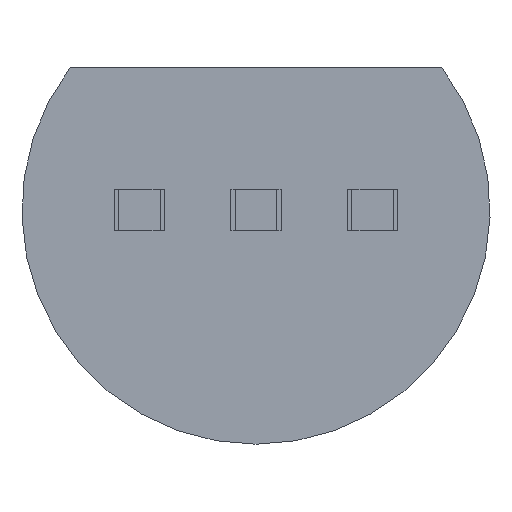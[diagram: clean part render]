
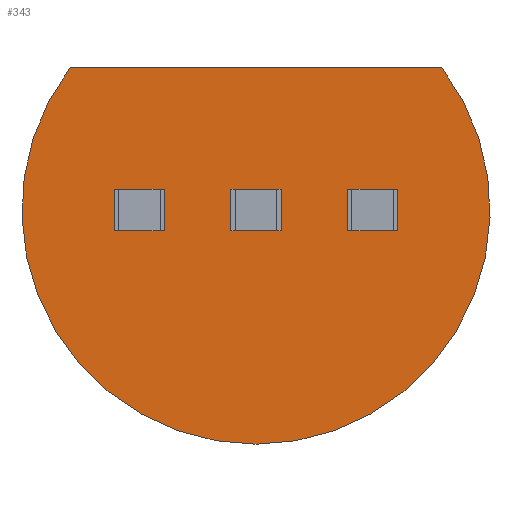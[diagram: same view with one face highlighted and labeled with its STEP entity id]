
A CAD part, front view. The second image highlights one B-rep face of the part: STEP entity #343.
In plain terms, the highlighted planar face has unit normal (0, -1, 0).
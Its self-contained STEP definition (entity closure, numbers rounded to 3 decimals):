
#136 = ORIENTED_EDGE ( 'NONE', *, *, #775, .F. ) ;
#209 = CARTESIAN_POINT ( 'NONE',  ( -2.025, 1.8, 2.05 ) ) ;
#239 = DIRECTION ( 'NONE',  ( 0., 1., 0. ) ) ;
#343 = ADVANCED_FACE ( 'NONE', ( #1208 ), #1317, .F. ) ;
#364 = EDGE_LOOP ( 'NONE', ( #1034, #136, #597 ) ) ;
#427 = CARTESIAN_POINT ( 'NONE',  ( 2.025, 1.8, 2.05 ) ) ;
#459 = LINE ( 'NONE', #209, #921 ) ;
#480 = AXIS2_PLACEMENT_3D ( 'NONE', #860, #535, #1262 ) ;
#519 = DIRECTION ( 'NONE',  ( 1., 0., 0. ) ) ;
#535 = DIRECTION ( 'NONE',  ( 0., 1., 0. ) ) ;
#597 = ORIENTED_EDGE ( 'NONE', *, *, #1300, .F. ) ;
#620 = VERTEX_POINT ( 'NONE', #1068 ) ;
#766 = CIRCLE ( 'NONE', #1348, 2.55 ) ;
#775 = EDGE_CURVE ( 'NONE', #620, #958, #459, .T. ) ;
#801 = DIRECTION ( 'NONE',  ( 0., 1., 0. ) ) ;
#822 = EDGE_CURVE ( 'NONE', #958, #1351, #1445, .T. ) ;
#836 = CARTESIAN_POINT ( 'NONE',  ( 0., 1.8, 0.5 ) ) ;
#846 = DIRECTION ( 'NONE',  ( 0., 0., 1. ) ) ;
#860 = CARTESIAN_POINT ( 'NONE',  ( 0., 1.8, 0.5 ) ) ;
#921 = VECTOR ( 'NONE', #519, 1000. ) ;
#958 = VERTEX_POINT ( 'NONE', #427 ) ;
#1020 = CARTESIAN_POINT ( 'NONE',  ( 0., 1.8, -2.05 ) ) ;
#1034 = ORIENTED_EDGE ( 'NONE', *, *, #822, .F. ) ;
#1068 = CARTESIAN_POINT ( 'NONE',  ( -2.025, 1.8, 2.05 ) ) ;
#1208 = FACE_OUTER_BOUND ( 'NONE', #364, .T. ) ;
#1234 = DIRECTION ( 'NONE',  ( 0., 0., 1. ) ) ;
#1262 = DIRECTION ( 'NONE',  ( 0., 0., 1. ) ) ;
#1300 = EDGE_CURVE ( 'NONE', #1351, #620, #766, .T. ) ;
#1301 = CARTESIAN_POINT ( 'NONE',  ( 0., 1.8, 0.5 ) ) ;
#1317 = PLANE ( 'NONE',  #1443 ) ;
#1348 = AXIS2_PLACEMENT_3D ( 'NONE', #1301, #239, #1234 ) ;
#1351 = VERTEX_POINT ( 'NONE', #1020 ) ;
#1443 = AXIS2_PLACEMENT_3D ( 'NONE', #836, #801, #846 ) ;
#1445 = CIRCLE ( 'NONE', #480, 2.55 ) ;
